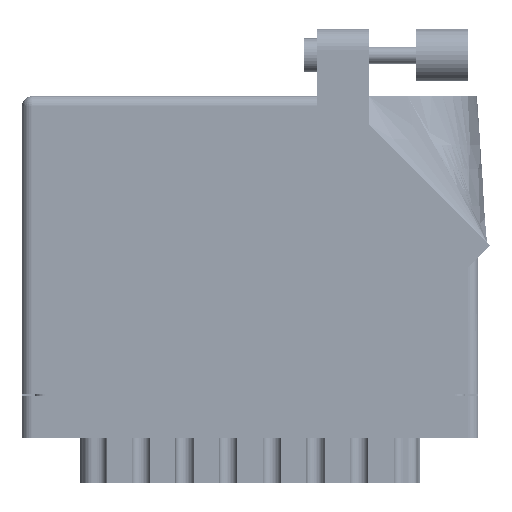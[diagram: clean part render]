
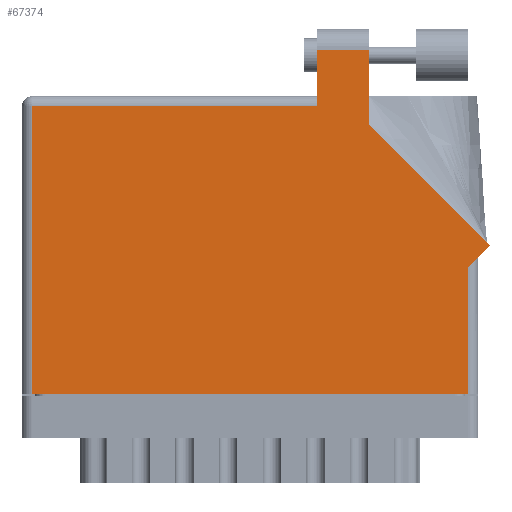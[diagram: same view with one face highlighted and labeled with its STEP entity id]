
A CAD part, front view. The second image highlights one B-rep face of the part: STEP entity #67374.
In plain terms, the highlighted face is planar.
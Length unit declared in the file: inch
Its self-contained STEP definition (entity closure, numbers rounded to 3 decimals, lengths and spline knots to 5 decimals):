
#2006 = CARTESIAN_POINT ( 'NONE',  ( 2.065, 1.60942, 0. ) ) ;
#3080 = CARTESIAN_POINT ( 'NONE',  ( 0.062, 0., 0. ) ) ;
#5591 = LINE ( 'NONE', #46954, #63760 ) ;
#6015 = ORIENTED_EDGE ( 'NONE', *, *, #48990, .T. ) ;
#6545 = EDGE_CURVE ( 'NONE', #16456, #34701, #28860, .T. ) ;
#6594 = DIRECTION ( 'NONE',  ( 1., 0., 0. ) ) ;
#9751 = EDGE_CURVE ( 'NONE', #25021, #15423, #68318, .T. ) ;
#10381 = VECTOR ( 'NONE', #30500, 39.37008 ) ;
#11955 = CARTESIAN_POINT ( 'NONE',  ( 2.656, 0.753, 0. ) ) ;
#15423 = VERTEX_POINT ( 'NONE', #11955 ) ;
#16208 = DIRECTION ( 'NONE',  ( 0., 0., -1. ) ) ;
#16456 = VERTEX_POINT ( 'NONE', #66599 ) ;
#17168 = EDGE_LOOP ( 'NONE', ( #53481, #69758, #58939, #44859, #52624, #46354, #36134, #30749, #6015 ) ) ;
#18235 = EDGE_CURVE ( 'NONE', #37480, #39655, #71355, .T. ) ;
#19344 = VECTOR ( 'NONE', #25443, 39.37008 ) ;
#19973 = VECTOR ( 'NONE', #44909, 39.37008 ) ;
#20103 = EDGE_CURVE ( 'NONE', #37380, #16456, #63229, .T. ) ;
#22057 = CARTESIAN_POINT ( 'NONE',  ( 2.656, 0.815, 0. ) ) ;
#22079 = PLANE ( 'NONE',  #64710 ) ;
#22638 = CARTESIAN_POINT ( 'NONE',  ( 1.758, 1.713, 0. ) ) ;
#23784 = VECTOR ( 'NONE', #58783, 39.37008 ) ;
#24156 = CARTESIAN_POINT ( 'NONE',  ( 0.062, 1.713, 0. ) ) ;
#24682 = LINE ( 'NONE', #41410, #66149 ) ;
#25021 = VERTEX_POINT ( 'NONE', #33990 ) ;
#25443 = DIRECTION ( 'NONE',  ( 0., -1., 0. ) ) ;
#26939 = CARTESIAN_POINT ( 'NONE',  ( 2.78871, 0.88571, 0. ) ) ;
#28860 = LINE ( 'NONE', #52117, #65951 ) ;
#29705 = DIRECTION ( 'NONE',  ( 0., -1., 0. ) ) ;
#30500 = DIRECTION ( 'NONE',  ( 0., 1., 0. ) ) ;
#30749 = ORIENTED_EDGE ( 'NONE', *, *, #53383, .T. ) ;
#33990 = CARTESIAN_POINT ( 'NONE',  ( 2.656, 0., 0. ) ) ;
#34701 = VERTEX_POINT ( 'NONE', #22638 ) ;
#36134 = ORIENTED_EDGE ( 'NONE', *, *, #9751, .T. ) ;
#36494 = VERTEX_POINT ( 'NONE', #60755 ) ;
#37380 = VERTEX_POINT ( 'NONE', #57674 ) ;
#37480 = VERTEX_POINT ( 'NONE', #24156 ) ;
#38359 = DIRECTION ( 'NONE',  ( -1., 0., 0. ) ) ;
#39655 = VERTEX_POINT ( 'NONE', #68702 ) ;
#41048 = CARTESIAN_POINT ( 'NONE',  ( 1.758, 2.05, 0. ) ) ;
#41410 = CARTESIAN_POINT ( 'NONE',  ( 2.718, 0.815, 0. ) ) ;
#42265 = FACE_OUTER_BOUND ( 'NONE', #17168, .T. ) ;
#42951 = VECTOR ( 'NONE', #68895, 39.37008 ) ;
#44859 = ORIENTED_EDGE ( 'NONE', *, *, #65862, .T. ) ;
#44909 = DIRECTION ( 'NONE',  ( -0.707, 0.707, 0. ) ) ;
#46354 = ORIENTED_EDGE ( 'NONE', *, *, #64364, .T. ) ;
#46954 = CARTESIAN_POINT ( 'NONE',  ( 0., 0., 0. ) ) ;
#47216 = CARTESIAN_POINT ( 'NONE',  ( 0., 1.713, 0. ) ) ;
#47228 = LINE ( 'NONE', #26939, #19973 ) ;
#47309 = DIRECTION ( 'NONE',  ( 0.707, 0.707, 0. ) ) ;
#48990 = EDGE_CURVE ( 'NONE', #62867, #36494, #47228, .T. ) ;
#50909 = LINE ( 'NONE', #2006, #10381 ) ;
#52117 = CARTESIAN_POINT ( 'NONE',  ( 1.758, 1.775, 0. ) ) ;
#52624 = ORIENTED_EDGE ( 'NONE', *, *, #18235, .T. ) ;
#53383 = EDGE_CURVE ( 'NONE', #15423, #62867, #24682, .T. ) ;
#53481 = ORIENTED_EDGE ( 'NONE', *, *, #61339, .T. ) ;
#57674 = CARTESIAN_POINT ( 'NONE',  ( 2.065, 2.05, 0. ) ) ;
#58165 = LINE ( 'NONE', #47216, #23784 ) ;
#58783 = DIRECTION ( 'NONE',  ( -1., 0., 0. ) ) ;
#58939 = ORIENTED_EDGE ( 'NONE', *, *, #6545, .T. ) ;
#60755 = CARTESIAN_POINT ( 'NONE',  ( 2.065, 1.60942, 0. ) ) ;
#61181 = CARTESIAN_POINT ( 'NONE',  ( 2.78871, 0.88571, 0. ) ) ;
#61339 = EDGE_CURVE ( 'NONE', #36494, #37380, #50909, .T. ) ;
#61708 = DIRECTION ( 'NONE',  ( 0., 1., 0. ) ) ;
#62137 = VECTOR ( 'NONE', #61708, 39.37008 ) ;
#62867 = VERTEX_POINT ( 'NONE', #61181 ) ;
#63229 = LINE ( 'NONE', #41048, #42951 ) ;
#63760 = VECTOR ( 'NONE', #6594, 39.37008 ) ;
#64364 = EDGE_CURVE ( 'NONE', #39655, #25021, #5591, .T. ) ;
#64710 = AXIS2_PLACEMENT_3D ( 'NONE', #66972, #16208, #38359 ) ;
#65862 = EDGE_CURVE ( 'NONE', #34701, #37480, #58165, .T. ) ;
#65951 = VECTOR ( 'NONE', #29705, 39.37008 ) ;
#66149 = VECTOR ( 'NONE', #47309, 39.37008 ) ;
#66599 = CARTESIAN_POINT ( 'NONE',  ( 1.758, 2.05, 0. ) ) ;
#66972 = CARTESIAN_POINT ( 'NONE',  ( 0., 1.775, 0. ) ) ;
#67374 = ADVANCED_FACE ( 'NONE', ( #42265 ), #22079, .F. ) ;
#68318 = LINE ( 'NONE', #22057, #62137 ) ;
#68702 = CARTESIAN_POINT ( 'NONE',  ( 0.062, 0., 0. ) ) ;
#68895 = DIRECTION ( 'NONE',  ( -1., 0., 0. ) ) ;
#69758 = ORIENTED_EDGE ( 'NONE', *, *, #20103, .T. ) ;
#71355 = LINE ( 'NONE', #3080, #19344 ) ;
